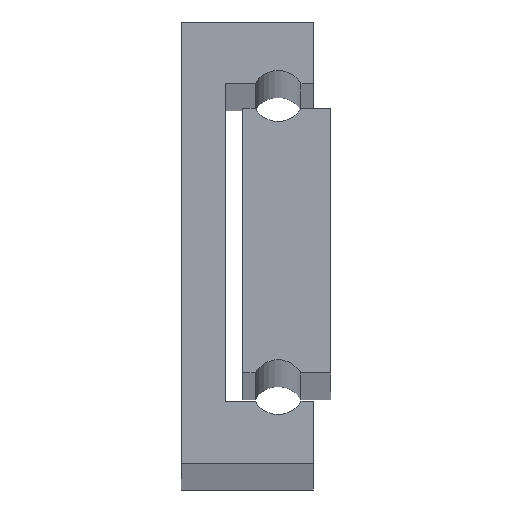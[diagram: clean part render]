
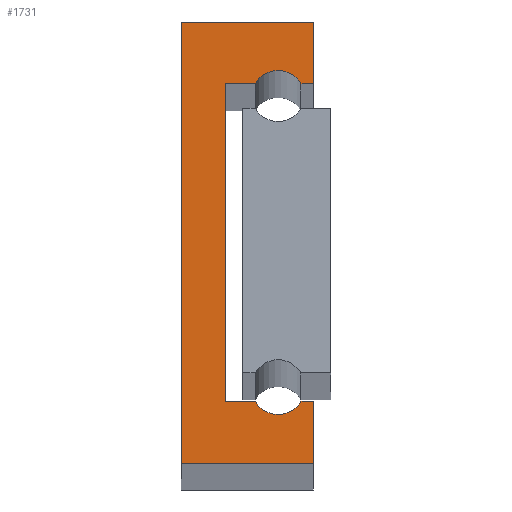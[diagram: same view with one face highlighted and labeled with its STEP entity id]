
A CAD part, top view. The second image highlights one B-rep face of the part: STEP entity #1731.
In plain terms, the highlighted planar face has unit normal (0, 0, 1).
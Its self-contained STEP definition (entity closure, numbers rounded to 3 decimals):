
#14 = ORIENTED_EDGE ( 'NONE', *, *, #1647, .T. ) ;
#20 = EDGE_CURVE ( 'NONE', #1204, #1369, #1869, .T. ) ;
#39 = ORIENTED_EDGE ( 'NONE', *, *, #64, .T. ) ;
#45 = LINE ( 'NONE', #1735, #1121 ) ;
#55 = CARTESIAN_POINT ( 'NONE',  ( 8.402, 43., 875. ) ) ;
#64 = EDGE_CURVE ( 'NONE', #1697, #1036, #1424, .T. ) ;
#110 = CARTESIAN_POINT ( 'NONE',  ( 0., 0., 875. ) ) ;
#137 = LINE ( 'NONE', #264, #565 ) ;
#139 = AXIS2_PLACEMENT_3D ( 'NONE', #922, #1208, #181 ) ;
#147 = VERTEX_POINT ( 'NONE', #524 ) ;
#162 = PLANE ( 'NONE',  #450 ) ;
#169 = CARTESIAN_POINT ( 'NONE',  ( 11., 8.5, 875. ) ) ;
#181 = DIRECTION ( 'NONE',  ( -1., 0., 0. ) ) ;
#219 = DIRECTION ( 'NONE',  ( -1., 0., 0. ) ) ;
#248 = VECTOR ( 'NONE', #1492, 1000. ) ;
#264 = CARTESIAN_POINT ( 'NONE',  ( 15., 43., 875. ) ) ;
#270 = CARTESIAN_POINT ( 'NONE',  ( 5., 7., 875. ) ) ;
#274 = EDGE_CURVE ( 'NONE', #1178, #293, #137, .T. ) ;
#280 = CIRCLE ( 'NONE', #532, 3. ) ;
#293 = VERTEX_POINT ( 'NONE', #1820 ) ;
#296 = EDGE_CURVE ( 'NONE', #293, #1212, #1042, .T. ) ;
#348 = EDGE_CURVE ( 'NONE', #764, #1155, #1850, .T. ) ;
#349 = VECTOR ( 'NONE', #988, 1000. ) ;
#352 = CARTESIAN_POINT ( 'NONE',  ( 15., 7., 875. ) ) ;
#353 = ORIENTED_EDGE ( 'NONE', *, *, #597, .T. ) ;
#380 = CARTESIAN_POINT ( 'NONE',  ( 8.402, 7., 875. ) ) ;
#450 = AXIS2_PLACEMENT_3D ( 'NONE', #772, #1075, #1693 ) ;
#474 = LINE ( 'NONE', #352, #1709 ) ;
#478 = ORIENTED_EDGE ( 'NONE', *, *, #1691, .T. ) ;
#514 = VECTOR ( 'NONE', #896, 1000. ) ;
#524 = CARTESIAN_POINT ( 'NONE',  ( 13.598, 7., 875. ) ) ;
#532 = AXIS2_PLACEMENT_3D ( 'NONE', #169, #1965, #778 ) ;
#564 = VECTOR ( 'NONE', #1442, 1000. ) ;
#565 = VECTOR ( 'NONE', #584, 1000. ) ;
#582 = LINE ( 'NONE', #110, #514 ) ;
#584 = DIRECTION ( 'NONE',  ( 1., 0., 0. ) ) ;
#597 = EDGE_CURVE ( 'NONE', #1782, #1833, #1102, .T. ) ;
#611 = DIRECTION ( 'NONE',  ( -1., 0., 0. ) ) ;
#613 = CARTESIAN_POINT ( 'NONE',  ( 0., 0., 875. ) ) ;
#764 = VERTEX_POINT ( 'NONE', #1661 ) ;
#772 = CARTESIAN_POINT ( 'NONE',  ( 11., 41.5, 875. ) ) ;
#778 = DIRECTION ( 'NONE',  ( 1., 0., 0. ) ) ;
#784 = EDGE_CURVE ( 'NONE', #147, #1697, #280, .T. ) ;
#789 = CARTESIAN_POINT ( 'NONE',  ( 8.402, 7., 875. ) ) ;
#882 = LINE ( 'NONE', #270, #1152 ) ;
#896 = DIRECTION ( 'NONE',  ( 1., 0., 0. ) ) ;
#914 = CARTESIAN_POINT ( 'NONE',  ( 0., 50., 875. ) ) ;
#922 = CARTESIAN_POINT ( 'NONE',  ( 11., 41.5, 875. ) ) ;
#936 = ORIENTED_EDGE ( 'NONE', *, *, #20, .T. ) ;
#951 = ORIENTED_EDGE ( 'NONE', *, *, #296, .T. ) ;
#971 = ORIENTED_EDGE ( 'NONE', *, *, #784, .T. ) ;
#988 = DIRECTION ( 'NONE',  ( -1., 0., 0. ) ) ;
#1036 = VERTEX_POINT ( 'NONE', #1932 ) ;
#1042 = LINE ( 'NONE', #1653, #248 ) ;
#1075 = DIRECTION ( 'NONE',  ( 0., 0., -1. ) ) ;
#1087 = CARTESIAN_POINT ( 'NONE',  ( 0., 0., 875. ) ) ;
#1090 = CIRCLE ( 'NONE', #139, 3. ) ;
#1102 = LINE ( 'NONE', #55, #564 ) ;
#1121 = VECTOR ( 'NONE', #219, 1000. ) ;
#1148 = EDGE_LOOP ( 'NONE', ( #936, #1777, #1478, #478, #971, #39, #1375, #353, #14, #1174, #951, #1577 ) ) ;
#1152 = VECTOR ( 'NONE', #1499, 1000. ) ;
#1155 = VERTEX_POINT ( 'NONE', #1964 ) ;
#1174 = ORIENTED_EDGE ( 'NONE', *, *, #274, .T. ) ;
#1178 = VERTEX_POINT ( 'NONE', #1825 ) ;
#1204 = VERTEX_POINT ( 'NONE', #914 ) ;
#1208 = DIRECTION ( 'NONE',  ( 0., 0., -1. ) ) ;
#1212 = VERTEX_POINT ( 'NONE', #1343 ) ;
#1261 = VECTOR ( 'NONE', #1713, 1000. ) ;
#1305 = CARTESIAN_POINT ( 'NONE',  ( 5., 43., 875. ) ) ;
#1343 = CARTESIAN_POINT ( 'NONE',  ( 15., 50., 875. ) ) ;
#1369 = VERTEX_POINT ( 'NONE', #1087 ) ;
#1375 = ORIENTED_EDGE ( 'NONE', *, *, #1941, .T. ) ;
#1404 = CARTESIAN_POINT ( 'NONE',  ( 15., 0., 875. ) ) ;
#1424 = LINE ( 'NONE', #380, #349 ) ;
#1442 = DIRECTION ( 'NONE',  ( 1., 0., 0. ) ) ;
#1478 = ORIENTED_EDGE ( 'NONE', *, *, #348, .T. ) ;
#1492 = DIRECTION ( 'NONE',  ( 0., 1., 0. ) ) ;
#1499 = DIRECTION ( 'NONE',  ( 0., 1., 0. ) ) ;
#1530 = FACE_OUTER_BOUND ( 'NONE', #1148, .T. ) ;
#1545 = DIRECTION ( 'NONE',  ( 0., -1., 0. ) ) ;
#1577 = ORIENTED_EDGE ( 'NONE', *, *, #1858, .T. ) ;
#1628 = VECTOR ( 'NONE', #1545, 1000. ) ;
#1647 = EDGE_CURVE ( 'NONE', #1833, #1178, #1090, .T. ) ;
#1653 = CARTESIAN_POINT ( 'NONE',  ( 15., 50., 875. ) ) ;
#1661 = CARTESIAN_POINT ( 'NONE',  ( 15., 0., 875. ) ) ;
#1691 = EDGE_CURVE ( 'NONE', #1155, #147, #474, .T. ) ;
#1693 = DIRECTION ( 'NONE',  ( -1., 0., 0. ) ) ;
#1697 = VERTEX_POINT ( 'NONE', #789 ) ;
#1709 = VECTOR ( 'NONE', #611, 1000. ) ;
#1713 = DIRECTION ( 'NONE',  ( 0., 1., 0. ) ) ;
#1731 = ADVANCED_FACE ( 'NONE', ( #1530 ), #162, .F. ) ;
#1735 = CARTESIAN_POINT ( 'NONE',  ( 0., 50., 875. ) ) ;
#1777 = ORIENTED_EDGE ( 'NONE', *, *, #1990, .T. ) ;
#1782 = VERTEX_POINT ( 'NONE', #1305 ) ;
#1820 = CARTESIAN_POINT ( 'NONE',  ( 15., 43., 875. ) ) ;
#1825 = CARTESIAN_POINT ( 'NONE',  ( 13.598, 43., 875. ) ) ;
#1833 = VERTEX_POINT ( 'NONE', #1912 ) ;
#1850 = LINE ( 'NONE', #1404, #1261 ) ;
#1858 = EDGE_CURVE ( 'NONE', #1212, #1204, #45, .T. ) ;
#1869 = LINE ( 'NONE', #613, #1628 ) ;
#1912 = CARTESIAN_POINT ( 'NONE',  ( 8.402, 43., 875. ) ) ;
#1932 = CARTESIAN_POINT ( 'NONE',  ( 5., 7., 875. ) ) ;
#1941 = EDGE_CURVE ( 'NONE', #1036, #1782, #882, .T. ) ;
#1964 = CARTESIAN_POINT ( 'NONE',  ( 15., 7., 875. ) ) ;
#1965 = DIRECTION ( 'NONE',  ( 0., 0., -1. ) ) ;
#1990 = EDGE_CURVE ( 'NONE', #1369, #764, #582, .T. ) ;
